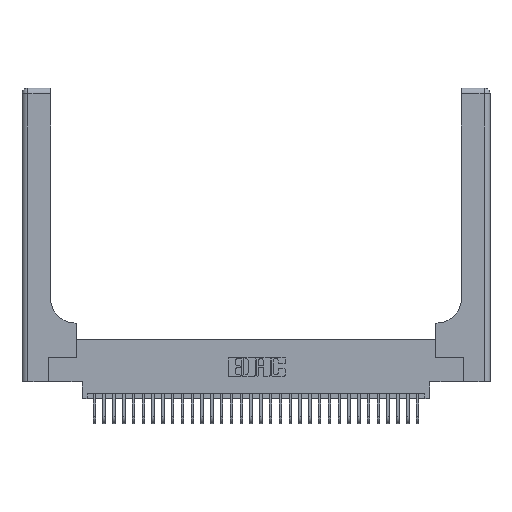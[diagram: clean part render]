
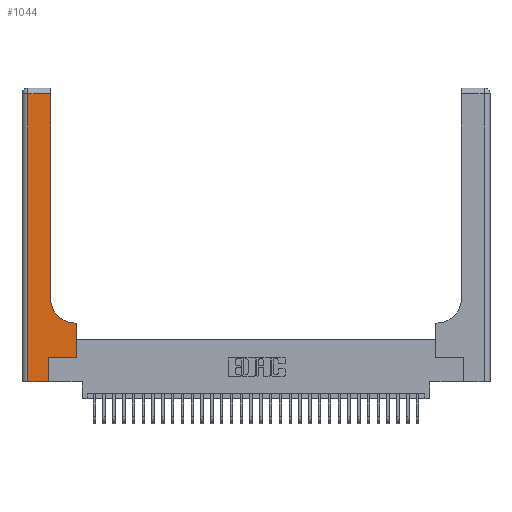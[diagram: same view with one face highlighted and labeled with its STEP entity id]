
A CAD part, top view. The second image highlights one B-rep face of the part: STEP entity #1044.
In plain terms, the highlighted planar face has unit normal (0, 0, 1).
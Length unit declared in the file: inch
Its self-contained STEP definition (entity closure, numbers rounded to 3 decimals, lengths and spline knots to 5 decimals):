
#712 = CARTESIAN_POINT ( 'NONE',  ( 0.5585, 0.6, 0.37 ) ) ;
#953 = VERTEX_POINT ( 'NONE', #10048 ) ;
#1044 = ADVANCED_FACE ( 'NONE', ( #25167 ), #2294, .F. ) ;
#1067 = EDGE_CURVE ( 'NONE', #11577, #22611, #10013, .T. ) ;
#1475 = ORIENTED_EDGE ( 'NONE', *, *, #1067, .T. ) ;
#1833 = CARTESIAN_POINT ( 'NONE',  ( 0.5585, 0.25, 0.37 ) ) ;
#1908 = AXIS2_PLACEMENT_3D ( 'NONE', #24123, #8028, #26812 ) ;
#2294 = PLANE ( 'NONE',  #20661 ) ;
#2863 = EDGE_CURVE ( 'NONE', #17182, #3050, #12655, .T. ) ;
#3050 = VERTEX_POINT ( 'NONE', #11691 ) ;
#3371 = VERTEX_POINT ( 'NONE', #7546 ) ;
#3732 = VECTOR ( 'NONE', #34682, 39.37008 ) ;
#3858 = VERTEX_POINT ( 'NONE', #17508 ) ;
#4409 = CARTESIAN_POINT ( 'NONE',  ( 0., 2.94, 0.37 ) ) ;
#5502 = VECTOR ( 'NONE', #10871, 39.37008 ) ;
#7176 = CARTESIAN_POINT ( 'NONE',  ( 0.269, 0., 0.37 ) ) ;
#7546 = CARTESIAN_POINT ( 'NONE',  ( 0.2915, 2.94, 0.37 ) ) ;
#7935 = CARTESIAN_POINT ( 'NONE',  ( 0.2915, 0.6, 0.37 ) ) ;
#8028 = DIRECTION ( 'NONE',  ( 0., 0., -1. ) ) ;
#8237 = LINE ( 'NONE', #23658, #14547 ) ;
#10013 = LINE ( 'NONE', #7935, #3732 ) ;
#10048 = CARTESIAN_POINT ( 'NONE',  ( 0.2915, 0.85, 0.37 ) ) ;
#10475 = EDGE_CURVE ( 'NONE', #32507, #3858, #8237, .T. ) ;
#10513 = DIRECTION ( 'NONE',  ( -1., 0., 0. ) ) ;
#10546 = EDGE_CURVE ( 'NONE', #22611, #953, #27121, .T. ) ;
#10712 = ORIENTED_EDGE ( 'NONE', *, *, #2863, .T. ) ;
#10871 = DIRECTION ( 'NONE',  ( 1., 0., 0. ) ) ;
#11256 = EDGE_CURVE ( 'NONE', #33693, #17182, #26661, .T. ) ;
#11577 = VERTEX_POINT ( 'NONE', #712 ) ;
#11599 = CARTESIAN_POINT ( 'NONE',  ( 0., 0., 0.37 ) ) ;
#11691 = CARTESIAN_POINT ( 'NONE',  ( 0.5585, 0.25, 0.37 ) ) ;
#12386 = VECTOR ( 'NONE', #23262, 39.37008 ) ;
#12655 = LINE ( 'NONE', #24260, #5502 ) ;
#12824 = ORIENTED_EDGE ( 'NONE', *, *, #33598, .T. ) ;
#14174 = ORIENTED_EDGE ( 'NONE', *, *, #11256, .T. ) ;
#14547 = VECTOR ( 'NONE', #18379, 39.37008 ) ;
#14669 = LINE ( 'NONE', #34691, #34376 ) ;
#14854 = LINE ( 'NONE', #4409, #29085 ) ;
#16127 = VECTOR ( 'NONE', #27663, 39.37008 ) ;
#16300 = ORIENTED_EDGE ( 'NONE', *, *, #10546, .T. ) ;
#17182 = VERTEX_POINT ( 'NONE', #30125 ) ;
#17508 = CARTESIAN_POINT ( 'NONE',  ( 0.06, 0., 0.37 ) ) ;
#17917 = DIRECTION ( 'NONE',  ( -1., 0., 0. ) ) ;
#18379 = DIRECTION ( 'NONE',  ( 0., -1., 0. ) ) ;
#19481 = EDGE_CURVE ( 'NONE', #953, #3371, #14669, .T. ) ;
#20661 = AXIS2_PLACEMENT_3D ( 'NONE', #23789, #26598, #10513 ) ;
#21060 = EDGE_CURVE ( 'NONE', #3050, #11577, #34259, .T. ) ;
#21343 = DIRECTION ( 'NONE',  ( 0., 1., 0. ) ) ;
#22611 = VERTEX_POINT ( 'NONE', #24052 ) ;
#22699 = ORIENTED_EDGE ( 'NONE', *, *, #33803, .T. ) ;
#23262 = DIRECTION ( 'NONE',  ( 0., 1., 0. ) ) ;
#23658 = CARTESIAN_POINT ( 'NONE',  ( 0.06, 3., 0.37 ) ) ;
#23789 = CARTESIAN_POINT ( 'NONE',  ( 0., 3., 0.37 ) ) ;
#24052 = CARTESIAN_POINT ( 'NONE',  ( 0.5415, 0.6, 0.37 ) ) ;
#24123 = CARTESIAN_POINT ( 'NONE',  ( 0.5415, 0.85, 0.37 ) ) ;
#24260 = CARTESIAN_POINT ( 'NONE',  ( 0.269, 0.25, 0.37 ) ) ;
#25167 = FACE_OUTER_BOUND ( 'NONE', #26993, .T. ) ;
#26001 = DIRECTION ( 'NONE',  ( 0., 1., 0. ) ) ;
#26312 = VECTOR ( 'NONE', #26001, 39.37008 ) ;
#26598 = DIRECTION ( 'NONE',  ( 0., 0., -1. ) ) ;
#26661 = LINE ( 'NONE', #7176, #12386 ) ;
#26812 = DIRECTION ( 'NONE',  ( 1., 0., 0. ) ) ;
#26993 = EDGE_LOOP ( 'NONE', ( #30798, #22699, #27333, #12824, #14174, #10712, #32736, #1475, #16300 ) ) ;
#27121 = CIRCLE ( 'NONE', #1908, 0.25 ) ;
#27333 = ORIENTED_EDGE ( 'NONE', *, *, #10475, .T. ) ;
#27663 = DIRECTION ( 'NONE',  ( 1., 0., 0. ) ) ;
#29085 = VECTOR ( 'NONE', #17917, 39.37008 ) ;
#29530 = LINE ( 'NONE', #11599, #16127 ) ;
#30125 = CARTESIAN_POINT ( 'NONE',  ( 0.269, 0.25, 0.37 ) ) ;
#30792 = CARTESIAN_POINT ( 'NONE',  ( 0.269, 0., 0.37 ) ) ;
#30798 = ORIENTED_EDGE ( 'NONE', *, *, #19481, .T. ) ;
#31323 = CARTESIAN_POINT ( 'NONE',  ( 0.06, 2.94, 0.37 ) ) ;
#32507 = VERTEX_POINT ( 'NONE', #31323 ) ;
#32736 = ORIENTED_EDGE ( 'NONE', *, *, #21060, .T. ) ;
#33598 = EDGE_CURVE ( 'NONE', #3858, #33693, #29530, .T. ) ;
#33693 = VERTEX_POINT ( 'NONE', #30792 ) ;
#33803 = EDGE_CURVE ( 'NONE', #3371, #32507, #14854, .T. ) ;
#34259 = LINE ( 'NONE', #1833, #26312 ) ;
#34376 = VECTOR ( 'NONE', #21343, 39.37008 ) ;
#34682 = DIRECTION ( 'NONE',  ( -1., 0., 0. ) ) ;
#34691 = CARTESIAN_POINT ( 'NONE',  ( 0.2915, 3., 0.37 ) ) ;
